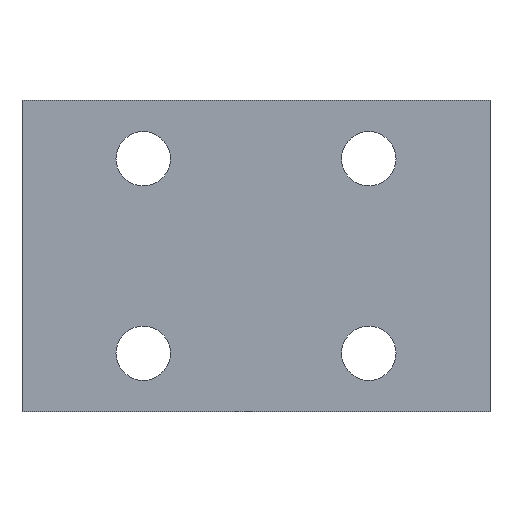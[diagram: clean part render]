
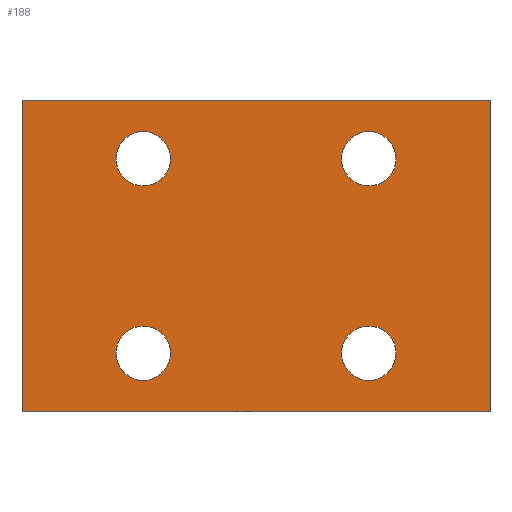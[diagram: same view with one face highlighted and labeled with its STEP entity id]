
A CAD part, front view. The second image highlights one B-rep face of the part: STEP entity #188.
In plain terms, the highlighted planar face has unit normal (0, -1, 0).
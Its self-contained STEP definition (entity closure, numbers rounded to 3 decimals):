
#7 = VERTEX_POINT ( 'NONE', #190 ) ;
#10 = DIRECTION ( 'NONE',  ( 0., 1., 0. ) ) ;
#16 = DIRECTION ( 'NONE',  ( -1., 0., 0. ) ) ;
#19 = CARTESIAN_POINT ( 'NONE',  ( 15.041, 0., 10. ) ) ;
#22 = CARTESIAN_POINT ( 'NONE',  ( -7.25, 0., -6.25 ) ) ;
#26 = DIRECTION ( 'NONE',  ( 0., 1., 0. ) ) ;
#27 = CARTESIAN_POINT ( 'NONE',  ( -9., 0., 6.25 ) ) ;
#28 = ORIENTED_EDGE ( 'NONE', *, *, #651, .T. ) ;
#38 = CARTESIAN_POINT ( 'NONE',  ( -9., 0., -6.25 ) ) ;
#46 = CARTESIAN_POINT ( 'NONE',  ( -15.041, 0., 10. ) ) ;
#49 = EDGE_CURVE ( 'NONE', #57, #320, #54, .T. ) ;
#54 = LINE ( 'NONE', #435, #252 ) ;
#56 = CARTESIAN_POINT ( 'NONE',  ( -7.25, 0., 6.25 ) ) ;
#57 = VERTEX_POINT ( 'NONE', #19 ) ;
#69 = CIRCLE ( 'NONE', #472, 1.75 ) ;
#73 = CARTESIAN_POINT ( 'NONE',  ( 7.25, 0., -6.25 ) ) ;
#74 = ORIENTED_EDGE ( 'NONE', *, *, #468, .T. ) ;
#80 = DIRECTION ( 'NONE',  ( -1., 0., 0. ) ) ;
#83 = VERTEX_POINT ( 'NONE', #94 ) ;
#94 = CARTESIAN_POINT ( 'NONE',  ( 9., 0., 6.25 ) ) ;
#97 = EDGE_LOOP ( 'NONE', ( #28, #193, #780, #766 ) ) ;
#103 = VERTEX_POINT ( 'NONE', #27 ) ;
#122 = ORIENTED_EDGE ( 'NONE', *, *, #595, .T. ) ;
#134 = EDGE_LOOP ( 'NONE', ( #578, #696 ) ) ;
#136 = ORIENTED_EDGE ( 'NONE', *, *, #428, .T. ) ;
#143 = FACE_BOUND ( 'NONE', #303, .T. ) ;
#146 = VERTEX_POINT ( 'NONE', #38 ) ;
#149 = CARTESIAN_POINT ( 'NONE',  ( 7.25, 0., 6.25 ) ) ;
#152 = FACE_BOUND ( 'NONE', #605, .T. ) ;
#164 = AXIS2_PLACEMENT_3D ( 'NONE', #768, #697, #762 ) ;
#168 = AXIS2_PLACEMENT_3D ( 'NONE', #22, #445, #16 ) ;
#176 = DIRECTION ( 'NONE',  ( 0., 0., -1. ) ) ;
#179 = CIRCLE ( 'NONE', #413, 1.75 ) ;
#188 = ADVANCED_FACE ( 'NONE', ( #473, #339, #152, #143, #409 ), #649, .F. ) ;
#190 = CARTESIAN_POINT ( 'NONE',  ( 5.5, 0., 6.25 ) ) ;
#193 = ORIENTED_EDGE ( 'NONE', *, *, #49, .F. ) ;
#221 = AXIS2_PLACEMENT_3D ( 'NONE', #337, #760, #444 ) ;
#227 = VECTOR ( 'NONE', #626, 1000. ) ;
#244 = CARTESIAN_POINT ( 'NONE',  ( -5.5, 0., -6.25 ) ) ;
#252 = VECTOR ( 'NONE', #510, 1000. ) ;
#270 = ORIENTED_EDGE ( 'NONE', *, *, #773, .T. ) ;
#288 = CARTESIAN_POINT ( 'NONE',  ( -15.041, 0., -10. ) ) ;
#289 = CIRCLE ( 'NONE', #629, 1.75 ) ;
#291 = CARTESIAN_POINT ( 'NONE',  ( 9., 0., -6.25 ) ) ;
#293 = VERTEX_POINT ( 'NONE', #46 ) ;
#295 = DIRECTION ( 'NONE',  ( 0., 1., 0. ) ) ;
#296 = AXIS2_PLACEMENT_3D ( 'NONE', #149, #701, #336 ) ;
#298 = CIRCLE ( 'NONE', #164, 1.75 ) ;
#302 = EDGE_LOOP ( 'NONE', ( #136, #74 ) ) ;
#303 = EDGE_LOOP ( 'NONE', ( #343, #122 ) ) ;
#304 = EDGE_CURVE ( 'NONE', #293, #57, #309, .T. ) ;
#309 = LINE ( 'NONE', #469, #356 ) ;
#320 = VERTEX_POINT ( 'NONE', #654 ) ;
#325 = VECTOR ( 'NONE', #176, 1000. ) ;
#333 = VERTEX_POINT ( 'NONE', #536 ) ;
#336 = DIRECTION ( 'NONE',  ( -1., 0., 0. ) ) ;
#337 = CARTESIAN_POINT ( 'NONE',  ( -15.041, 0., 10. ) ) ;
#339 = FACE_BOUND ( 'NONE', #302, .T. ) ;
#342 = CARTESIAN_POINT ( 'NONE',  ( 5.5, 0., -6.25 ) ) ;
#343 = ORIENTED_EDGE ( 'NONE', *, *, #636, .T. ) ;
#349 = VERTEX_POINT ( 'NONE', #342 ) ;
#356 = VECTOR ( 'NONE', #598, 1000. ) ;
#360 = DIRECTION ( 'NONE',  ( -1., 0., 0. ) ) ;
#362 = DIRECTION ( 'NONE',  ( 0., 1., 0. ) ) ;
#369 = CARTESIAN_POINT ( 'NONE',  ( 7.25, 0., -6.25 ) ) ;
#392 = LINE ( 'NONE', #499, #227 ) ;
#406 = VERTEX_POINT ( 'NONE', #288 ) ;
#409 = FACE_OUTER_BOUND ( 'NONE', #97, .T. ) ;
#413 = AXIS2_PLACEMENT_3D ( 'NONE', #541, #362, #360 ) ;
#426 = DIRECTION ( 'NONE',  ( -1., 0., 0. ) ) ;
#428 = EDGE_CURVE ( 'NONE', #103, #333, #179, .T. ) ;
#435 = CARTESIAN_POINT ( 'NONE',  ( 15.041, 0., 10. ) ) ;
#437 = DIRECTION ( 'NONE',  ( -1., 0., 0. ) ) ;
#444 = DIRECTION ( 'NONE',  ( -1., 0., 0. ) ) ;
#445 = DIRECTION ( 'NONE',  ( 0., 1., 0. ) ) ;
#461 = CIRCLE ( 'NONE', #296, 1.75 ) ;
#468 = EDGE_CURVE ( 'NONE', #333, #103, #680, .T. ) ;
#469 = CARTESIAN_POINT ( 'NONE',  ( -15.041, 0., 10. ) ) ;
#471 = CIRCLE ( 'NONE', #725, 1.75 ) ;
#472 = AXIS2_PLACEMENT_3D ( 'NONE', #73, #26, #80 ) ;
#473 = FACE_BOUND ( 'NONE', #134, .T. ) ;
#499 = CARTESIAN_POINT ( 'NONE',  ( -15.041, 0., -10. ) ) ;
#510 = DIRECTION ( 'NONE',  ( 0., 0., -1. ) ) ;
#514 = CARTESIAN_POINT ( 'NONE',  ( 7.25, 0., 6.25 ) ) ;
#517 = DIRECTION ( 'NONE',  ( 0., 1., 0. ) ) ;
#518 = VERTEX_POINT ( 'NONE', #291 ) ;
#536 = CARTESIAN_POINT ( 'NONE',  ( -5.5, 0., 6.25 ) ) ;
#540 = EDGE_CURVE ( 'NONE', #293, #406, #661, .T. ) ;
#541 = CARTESIAN_POINT ( 'NONE',  ( -7.25, 0., 6.25 ) ) ;
#545 = ORIENTED_EDGE ( 'NONE', *, *, #618, .T. ) ;
#546 = DIRECTION ( 'NONE',  ( -1., 0., 0. ) ) ;
#550 = CARTESIAN_POINT ( 'NONE',  ( -15.041, 0., 10. ) ) ;
#561 = CIRCLE ( 'NONE', #168, 1.75 ) ;
#578 = ORIENTED_EDGE ( 'NONE', *, *, #758, .T. ) ;
#595 = EDGE_CURVE ( 'NONE', #518, #349, #471, .T. ) ;
#598 = DIRECTION ( 'NONE',  ( 1., 0., 0. ) ) ;
#599 = AXIS2_PLACEMENT_3D ( 'NONE', #56, #295, #546 ) ;
#605 = EDGE_LOOP ( 'NONE', ( #545, #270 ) ) ;
#606 = EDGE_CURVE ( 'NONE', #83, #7, #289, .T. ) ;
#614 = VERTEX_POINT ( 'NONE', #244 ) ;
#618 = EDGE_CURVE ( 'NONE', #146, #614, #561, .T. ) ;
#626 = DIRECTION ( 'NONE',  ( 1., 0., 0. ) ) ;
#629 = AXIS2_PLACEMENT_3D ( 'NONE', #514, #517, #437 ) ;
#636 = EDGE_CURVE ( 'NONE', #349, #518, #69, .T. ) ;
#649 = PLANE ( 'NONE',  #221 ) ;
#651 = EDGE_CURVE ( 'NONE', #406, #320, #392, .T. ) ;
#654 = CARTESIAN_POINT ( 'NONE',  ( 15.041, 0., -10. ) ) ;
#661 = LINE ( 'NONE', #550, #325 ) ;
#680 = CIRCLE ( 'NONE', #599, 1.75 ) ;
#696 = ORIENTED_EDGE ( 'NONE', *, *, #606, .T. ) ;
#697 = DIRECTION ( 'NONE',  ( 0., 1., 0. ) ) ;
#701 = DIRECTION ( 'NONE',  ( 0., 1., 0. ) ) ;
#725 = AXIS2_PLACEMENT_3D ( 'NONE', #369, #10, #426 ) ;
#758 = EDGE_CURVE ( 'NONE', #7, #83, #461, .T. ) ;
#760 = DIRECTION ( 'NONE',  ( 0., 1., 0. ) ) ;
#762 = DIRECTION ( 'NONE',  ( -1., 0., 0. ) ) ;
#766 = ORIENTED_EDGE ( 'NONE', *, *, #540, .T. ) ;
#768 = CARTESIAN_POINT ( 'NONE',  ( -7.25, 0., -6.25 ) ) ;
#773 = EDGE_CURVE ( 'NONE', #614, #146, #298, .T. ) ;
#780 = ORIENTED_EDGE ( 'NONE', *, *, #304, .F. ) ;
